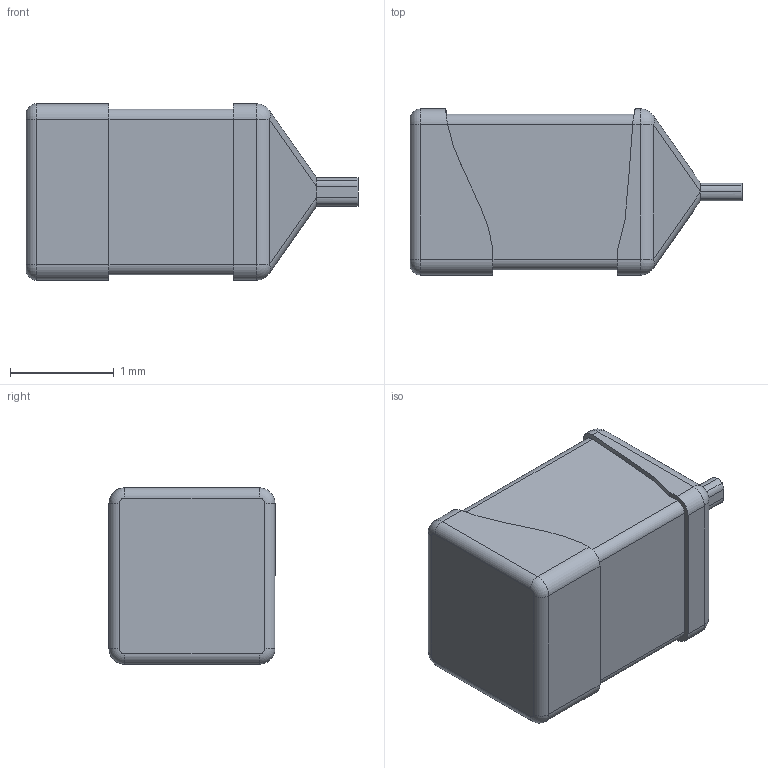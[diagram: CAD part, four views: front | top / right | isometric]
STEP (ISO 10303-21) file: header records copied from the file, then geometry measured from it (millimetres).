
FILE_DESCRIPTION (( 'STEP AP214' ), '1' );
FILE_NAME ('F951A107MAAAQ2.STEP', '2018-12-03T23:11:02', ( '' ), ( '' ), 'SwSTEP 2.0', 'SolidWorks 2017', '' );
FILE_SCHEMA (( 'AUTOMOTIVE_DESIGN' ));
Length unit declared in the file: millimetre
Products named in the file (1): F951A107MAAAQ2
Bounding box: 3.2 x 1.6 x 1.7 mm (x, y, z)
Volume: 6.3 mm3; surface area: 30.5 mm2
Topology: 3 solids, 3 shells, 68 faces, 160 edges, 94 vertices
Faces by surface type: cylinder 24, plane 24, bspline 12, torus 4, sphere 4
Entity records: 2084 total; most frequent: CARTESIAN_POINT 601, ORIENTED_EDGE 312, DIRECTION 276, EDGE_CURVE 156, AXIS2_PLACEMENT_3D 97, VERTEX_POINT 94, LINE 82, VECTOR 82
